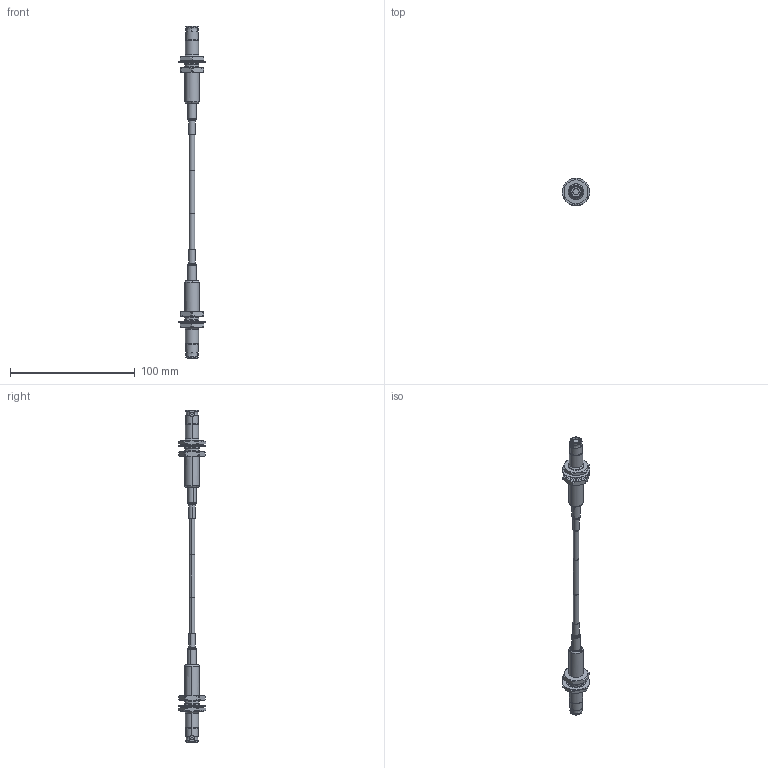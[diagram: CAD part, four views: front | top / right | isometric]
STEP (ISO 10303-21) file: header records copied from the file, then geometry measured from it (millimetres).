
FILE_DESCRIPTION (( 'STEP AP214' ), '1' );
FILE_NAME ('FMCA9765_3D.step', '2024-07-29T14:43:46', ( '' ), ( '' ), 'SwSTEP 2.0', 'SolidWorks 2022', '' );
FILE_SCHEMA (( 'AUTOMOTIVE_DESIGN' ));
Length unit declared in the file: inch
Products named in the file (9): Heat Shrink^FMCA9765_1" Long; FMCA9765_3D; RG303／U_5 Inch Length with Lable; 10KV8501-4; FERRULE-230180FM_FERRULE-FM; PE45837; BNC8105-5; FMCN45837; N8105AS-7
Assembly tree (11 placements, depth 3):
  FMCA9765_3D
    RG303／U_5 Inch Length with Lable
    FMCN45837  x2
      PE45837
      BNC8105-5
      10KV8501-4
      N8105AS-7
    FERRULE-230180FM_FERRULE-FM  x2
    Heat Shrink^FMCA9765_1" Long  x2
Bounding box: 22 x 22 x 266 mm (x, y, z)
Volume: 14886.2 mm3; surface area: 16102.3 mm2
Topology: 13 solids, 13 shells, 430 faces, 1008 edges, 630 vertices
Faces by surface type: cylinder 188, plane 130, cone 58, bspline 38, torus 16
Entity records: 7242 total; most frequent: CARTESIAN_POINT 1781, DIRECTION 1122, ORIENTED_EDGE 1026, EDGE_CURVE 513, AXIS2_PLACEMENT_3D 461, VERTEX_POINT 321, CIRCLE 245, EDGE_LOOP 244
